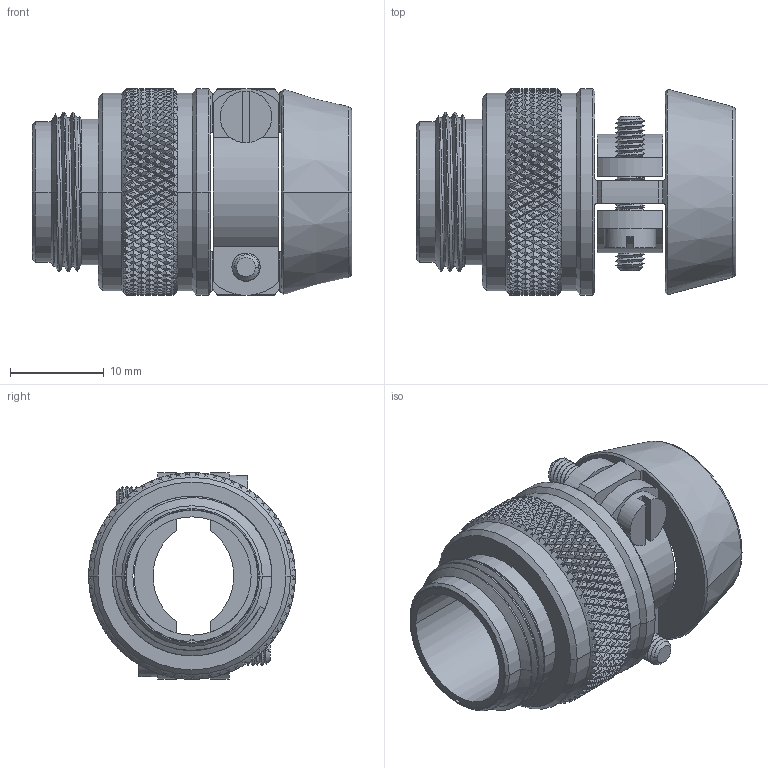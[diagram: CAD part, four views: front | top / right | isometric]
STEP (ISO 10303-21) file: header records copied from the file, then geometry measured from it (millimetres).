
FILE_DESCRIPTION((''),'2;1');
FILE_NAME('13301DS3','2021-12-27T09:44:15',('cgregory'),('NET AG system integration'),'CREO PARAMETRIC BY PTC INC, 2019292','CREO PARAMETRIC BY PTC INC, 2019292','');
FILE_SCHEMA(('AUTOMOTIVE_DESIGN { 1 0 10303 214 1 1 1 1 }'));
Products named in the file (1): 13301DS3
Bounding box: 34 x 22 x 22 mm (x, y, z)
Volume: 4921.1 mm3; surface area: 6672.5 mm2
Topology: 2 solids, 2 shells, 2960 faces, 6401 edges, 3445 vertices
Faces by surface type: plane 2261, cylinder 612, cone 39, bspline 37, torus 11
Entity records: 93978 total; most frequent: CARTESIAN_POINT 35280, ORIENTED_EDGE 12802, DIRECTION 9807, EDGE_CURVE 6401, VERTEX_POINT 3445, VECTOR 3306, LINE 3306, AXIS2_PLACEMENT_3D 3249
